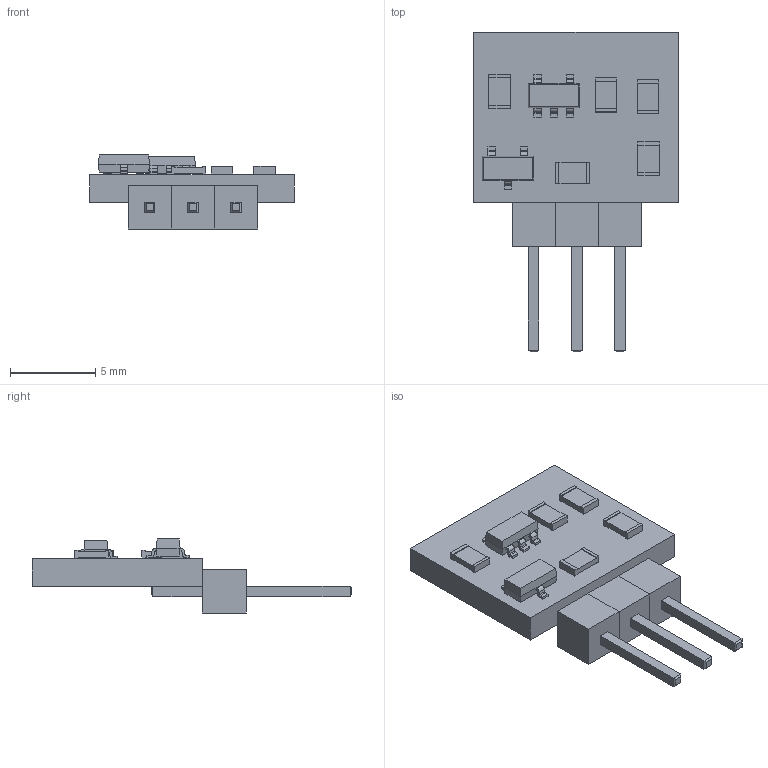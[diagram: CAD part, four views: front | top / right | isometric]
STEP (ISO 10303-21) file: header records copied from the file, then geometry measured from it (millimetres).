
FILE_DESCRIPTION(('STEP AP214'), '1');
FILE_NAME('uad_1_step_up_dc-dc', '2019-02-02T14:47:56', ('UNSPECIFIED'), ('UNSPECIFIED'), 'ASCON STEP Converter 1.3', 'ASCON Math Kernel', '');
FILE_SCHEMA(('AUTOMOTIVE_DESIGN { 1 0 10303 214 3 1 1}'));
Length unit declared in the file: millimetre
Products named in the file (9): Open CASCADE STEP translator 6.9 1; SOT-23-5; SOLID; Res_0805; SOT-23
Assembly tree (14 placements, depth 3):
  Open CASCADE STEP translator 6.9 1
    SOT-23-5
      SOLID
    Res_0805  x5
      SOLID
    SOT-23
      SOLID
    SOLID
    (unnamed)  x3
Bounding box: 12 x 18.8 x 4.35 mm (x, y, z)
Volume: 265.9 mm3; surface area: 576.4 mm2
Topology: 11 solids, 11 shells, 278 faces, 693 edges, 446 vertices
Faces by surface type: plane 243, cylinder 35
Full cylindrical faces by diameter (mm): 0.4 x3
Entity records: 7069 total; most frequent: CARTESIAN_POINT 905, ORIENTED_EDGE 876, DIRECTION 874, EDGE_CURVE 438, LINE 372, VECTOR 372, VERTEX_POINT 282, AXIS2_PLACEMENT_3D 251
